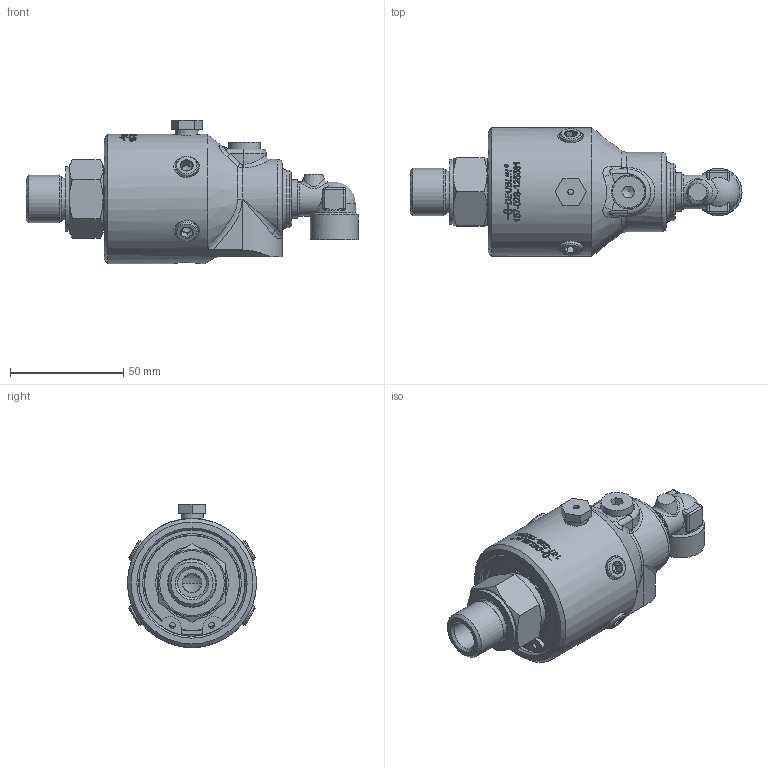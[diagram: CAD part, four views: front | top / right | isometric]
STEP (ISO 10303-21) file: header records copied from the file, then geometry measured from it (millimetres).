
FILE_DESCRIPTION((''),'2;1');
FILE_NAME('157-028-125581-IC.stp','2014-11-17T10:20:49',('cdunkel'),(''),'Autodesk Inventor 2013','Autodesk Inventor 2013','');
FILE_SCHEMA(('AUTOMOTIVE_DESIGN { 1 2 10303 214 0 1 1 1 }'));
Length unit declared in the file: millimetre
Products named in the file (1): 157-028-125581-IC
Bounding box: 146.61 x 57 x 63.2 mm (x, y, z)
Volume: 168559 mm3; surface area: 34080.2 mm2
Topology: 1 solids, 3 shells, 682 faces, 1747 edges, 1123 vertices
Faces by surface type: bspline 286, plane 206, cylinder 105, cone 66, torus 15, sphere 4
Full cylindrical faces by diameter (mm): 2.48 x2, 2.5 x1, 5 x1, 6.274 x4, 8.566 x3, 10 x1, 12.7 x1, 13.889 x1, 14 x1, 14.95 x2, 15 x2, 19.05 x1, 20.955 x1, 21 x1, 21.4 x1, 25.4 x1, 27.9 x1, 28.6 x1, 32.1 x1, 41.9 x1, 42.2 x1, 47 x1, 47.07 x1, 50.75 x1, 57 x1
Entity records: 70905 total; most frequent: CARTESIAN_POINT 56787, ORIENTED_EDGE 3212, DIRECTION 1993, EDGE_CURVE 1606, VERTEX_POINT 1075, EDGE_LOOP 839, AXIS2_PLACEMENT_3D 723, B_SPLINE_CURVE_WITH_KNOTS 686
